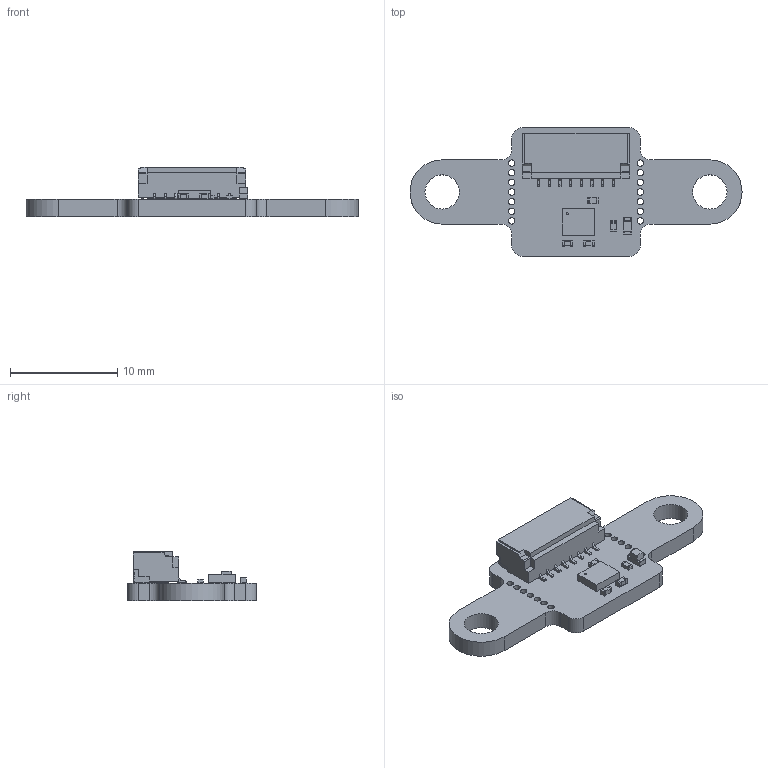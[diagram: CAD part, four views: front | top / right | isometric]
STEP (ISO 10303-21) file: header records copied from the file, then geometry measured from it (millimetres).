
FILE_DESCRIPTION(('KiCad electronic assembly'),'2;1');
FILE_NAME('vibecheck_sensorboard.step','2024-10-21T09:56:37',('Pcbnew'), ('Kicad'),'Open CASCADE STEP processor 7.8','KiCad to STEP converter', 'Unknown');
FILE_SCHEMA(('AUTOMOTIVE_DESIGN { 1 0 10303 214 1 1 1 1 }'));
Length unit declared in the file: millimetre
Products named in the file (12): vibecheck_sensorboard 1; LED_0603_1608Metric; C_0402_1005Metric; R_0402_1005Metric; LGA-14_3x2.5mm_P0.5mm_LayoutBorder3x4y; LGA_14_3x25mm_P05mm_LayoutBorder3x4y; SM08B-SRSS-TB; SM08B-SRSS-TB(LF)(SN); vibecheck_sensorboard_PCB
Assembly tree (13 placements, depth 3):
  vibecheck_sensorboard 1
    LED_0603_1608Metric
      LED_0603_1608Metric
    C_0402_1005Metric  x2
      C_0402_1005Metric
    R_0402_1005Metric  x2
      R_0402_1005Metric
    LGA-14_3x2.5mm_P0.5mm_LayoutBorder3x4y
      LGA_14_3x25mm_P05mm_LayoutBorder3x4y
    SM08B-SRSS-TB
      SM08B-SRSS-TB(LF)(SN)
    vibecheck_sensorboard_PCB
Bounding box: 31 x 12 x 4.6 mm (x, y, z)
Volume: 434.7 mm3; surface area: 985.1 mm2
Topology: 26 solids, 26 shells, 547 faces, 1400 edges, 926 vertices
Faces by surface type: plane 444, cylinder 103
Full cylindrical faces by diameter (mm): 0.2 x1, 0.6 x14, 3.2 x2
Entity records: 17522 total; most frequent: CARTESIAN_POINT 2601, ORIENTED_EDGE 2520, DIRECTION 2440, EDGE_CURVE 1260, LINE 1094, VECTOR 1094, VERTEX_POINT 834, AXIS2_PLACEMENT_3D 673
